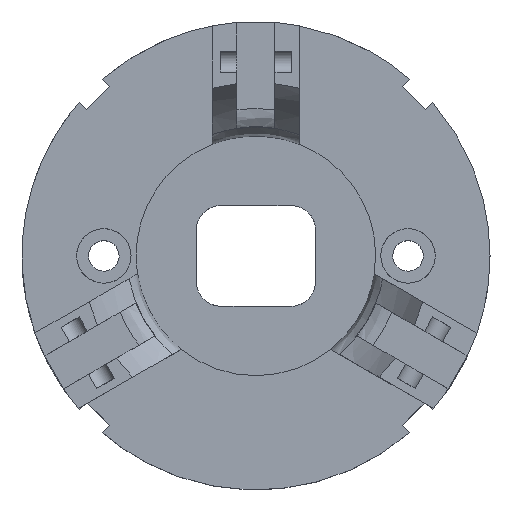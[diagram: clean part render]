
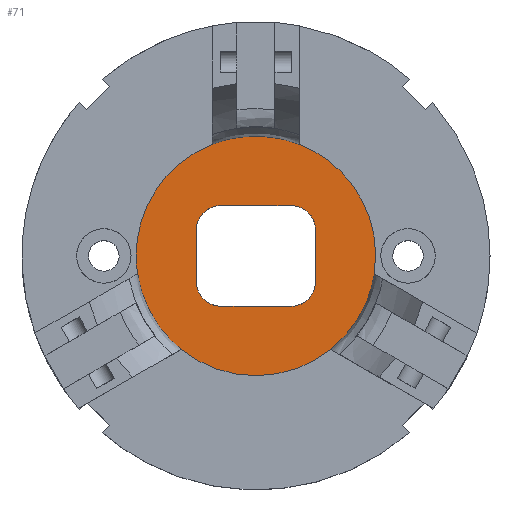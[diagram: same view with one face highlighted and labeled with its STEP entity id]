
A CAD part, top view. The second image highlights one B-rep face of the part: STEP entity #71.
In plain terms, the highlighted planar face has unit normal (0, 0, 1).
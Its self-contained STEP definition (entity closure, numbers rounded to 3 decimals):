
#31=FACE_BOUND('',#331,.T.);
#71=ADVANCED_FACE('',(#197,#31),#2043,.T.);
#197=FACE_OUTER_BOUND('',#330,.T.);
#330=EDGE_LOOP('',(#628,#629,#630,#631,#632,#633));
#331=EDGE_LOOP('',(#634));
#628=ORIENTED_EDGE('',*,*,#1199,.T.);
#629=ORIENTED_EDGE('',*,*,#1198,.T.);
#630=ORIENTED_EDGE('',*,*,#1197,.T.);
#631=ORIENTED_EDGE('',*,*,#1203,.T.);
#632=ORIENTED_EDGE('',*,*,#1201,.T.);
#633=ORIENTED_EDGE('',*,*,#1200,.T.);
#634=ORIENTED_EDGE('',*,*,#1202,.F.);
#1197=EDGE_CURVE('',#1824,#1827,#1666,.T.);
#1198=EDGE_CURVE('',#1828,#1824,#1667,.T.);
#1199=EDGE_CURVE('',#1829,#1828,#1668,.T.);
#1200=EDGE_CURVE('',#1825,#1829,#1669,.T.);
#1201=EDGE_CURVE('',#1826,#1825,#1670,.T.);
#1202=EDGE_CURVE('',#1830,#1830,#1671,.T.);
#1203=EDGE_CURVE('',#1827,#1826,#1672,.T.);
#1666=(
BOUNDED_CURVE()
B_SPLINE_CURVE(2,(#3222,#3223,#3224),.UNSPECIFIED.,.F.,.F.)
B_SPLINE_CURVE_WITH_KNOTS((3,3),(59.322,67.317),
 .UNSPECIFIED.)
CURVE()
GEOMETRIC_REPRESENTATION_ITEM()
RATIONAL_B_SPLINE_CURVE((1.,0.932,1.))
REPRESENTATION_ITEM('')
);
#1667=(
BOUNDED_CURVE()
B_SPLINE_CURVE(2,(#3225,#3226,#3227,#3228,#3229),.UNSPECIFIED.,.F.,.F.)
B_SPLINE_CURVE_WITH_KNOTS((3,2,3),(44.348,51.836,59.322),
 .UNSPECIFIED.)
CURVE()
GEOMETRIC_REPRESENTATION_ITEM()
RATIONAL_B_SPLINE_CURVE((1.,0.944,1.,0.944,1.))
REPRESENTATION_ITEM('')
);
#1668=(
BOUNDED_CURVE()
B_SPLINE_CURVE(2,(#3230,#3231,#3232),.UNSPECIFIED.,.F.,.F.)
B_SPLINE_CURVE_WITH_KNOTS((3,3),(36.354,44.348),
 .UNSPECIFIED.)
CURVE()
GEOMETRIC_REPRESENTATION_ITEM()
RATIONAL_B_SPLINE_CURVE((1.,0.932,1.))
REPRESENTATION_ITEM('')
);
#1669=(
BOUNDED_CURVE()
B_SPLINE_CURVE(2,(#3233,#3234,#3235,#3236,#3237),.UNSPECIFIED.,.F.,.F.)
B_SPLINE_CURVE_WITH_KNOTS((3,2,3),(21.545,34.558,36.354),
 .UNSPECIFIED.)
CURVE()
GEOMETRIC_REPRESENTATION_ITEM()
RATIONAL_B_SPLINE_CURVE((1.,0.826,1.,0.997,1.))
REPRESENTATION_ITEM('')
);
#1670=(
BOUNDED_CURVE()
B_SPLINE_CURVE(2,(#3238,#3239,#3240,#3241,#3242),.UNSPECIFIED.,.F.,.F.)
B_SPLINE_CURVE_WITH_KNOTS((3,2,3),(13.01,17.279,21.545),
 .UNSPECIFIED.)
CURVE()
GEOMETRIC_REPRESENTATION_ITEM()
RATIONAL_B_SPLINE_CURVE((1.,0.983,1.,0.983,1.))
REPRESENTATION_ITEM('')
);
#1671=(
BOUNDED_CURVE()
B_SPLINE_CURVE(2,(#3243,#3244,#3245,#3246,#3247,#3248,#3249,#3250,#3251,
#3252,#3253,#3254,#3255,#3256,#3257,#3258,#3259,#3260,#3261,#3262,#3263,
#3264,#3265,#3266,#3267,#3268,#3269,#3270,#3271,#3272,#3273,#3274,#3275,
#3276,#3277,#3278,#3279,#3280,#3281,#3282,#3283),.UNSPECIFIED.,.T.,.F.)
B_SPLINE_CURVE_WITH_KNOTS((3,2,2,2,2,2,2,2,2,2,2,2,2,2,2,2,2,2,2,2,3),(-35.151,
-35.044,-28.799,-28.695,-28.328,
-27.124,-26.207,-25.823,-23.675,
-22.374,-20.804,-20.7,-14.455,
-14.348,-12.777,-11.455,-9.348,
-8.947,-8.027,-6.821,-6.456),
 .UNSPECIFIED.)
CURVE()
GEOMETRIC_REPRESENTATION_ITEM()
RATIONAL_B_SPLINE_CURVE((1.,1.,1.,1.,1.,1.,1.,0.932,0.895,
0.776,1.,1.,1.,
1.,1.,1.,1.,
1.,1.,0.707,1.,
1.,1.,1.,1.,
1.,1.,0.707,1.,
1.,1.,1.,1.,
1.,1.,1.,1.,
0.775,0.895,0.932,1.))
REPRESENTATION_ITEM('')
);
#1672=(
BOUNDED_CURVE()
B_SPLINE_CURVE(2,(#3284,#3285,#3286,#3287,#3288),.UNSPECIFIED.,.F.,.F.)
B_SPLINE_CURVE_WITH_KNOTS((3,2,3),(67.317,69.115,82.125),
 .UNSPECIFIED.)
CURVE()
GEOMETRIC_REPRESENTATION_ITEM()
RATIONAL_B_SPLINE_CURVE((1.,0.997,1.,0.826,1.))
REPRESENTATION_ITEM('')
);
#1824=VERTEX_POINT('',#2717);
#1825=VERTEX_POINT('',#2718);
#1826=VERTEX_POINT('',#2719);
#1827=VERTEX_POINT('',#2720);
#1828=VERTEX_POINT('',#2721);
#1829=VERTEX_POINT('',#2722);
#1830=VERTEX_POINT('',#2723);
#2043=PLANE('',#2188);
#2188=AXIS2_PLACEMENT_3D('',#2438,#2296,$);
#2296=DIRECTION('',(0.,0.,1.));
#2438=CARTESIAN_POINT('',(-11.22,-11.22,8.6));
#2717=CARTESIAN_POINT('',(6.873,-8.588,8.6));
#2718=CARTESIAN_POINT('',(-3.999,10.247,8.6));
#2719=CARTESIAN_POINT('',(4.001,10.247,8.6));
#2720=CARTESIAN_POINT('',(10.874,-1.66,8.6));
#2721=CARTESIAN_POINT('',(-6.875,-8.587,8.6));
#2722=CARTESIAN_POINT('',(-10.874,-1.658,8.6));
#2723=CARTESIAN_POINT('',(3.23,4.625,8.6));
#3222=CARTESIAN_POINT('',(6.873,-8.588,8.6));
#3223=CARTESIAN_POINT('',(10.226,-5.905,8.6));
#3224=CARTESIAN_POINT('',(10.874,-1.66,8.6));
#3225=CARTESIAN_POINT('',(-6.875,-8.587,8.6));
#3226=CARTESIAN_POINT('',(-3.861,-11.,8.6));
#3227=CARTESIAN_POINT('',(0.,-11.,8.6));
#3228=CARTESIAN_POINT('',(3.86,-11.,8.6));
#3229=CARTESIAN_POINT('',(6.873,-8.588,8.6));
#3230=CARTESIAN_POINT('',(-10.874,-1.658,8.6));
#3231=CARTESIAN_POINT('',(-10.227,-5.903,8.6));
#3232=CARTESIAN_POINT('',(-6.875,-8.587,8.6));
#3233=CARTESIAN_POINT('',(-3.999,10.247,8.6));
#3234=CARTESIAN_POINT('',(-11.,7.515,8.6));
#3235=CARTESIAN_POINT('',(-11.,0.,8.6));
#3236=CARTESIAN_POINT('',(-11.,-0.834,8.6));
#3237=CARTESIAN_POINT('',(-10.874,-1.658,8.6));
#3238=CARTESIAN_POINT('',(4.001,10.247,8.6));
#3239=CARTESIAN_POINT('',(2.071,11.,8.6));
#3240=CARTESIAN_POINT('',(0.,11.,8.6));
#3241=CARTESIAN_POINT('',(-2.07,11.,8.6));
#3242=CARTESIAN_POINT('',(-3.999,10.247,8.6));
#3243=CARTESIAN_POINT('',(3.23,4.625,8.6));
#3244=CARTESIAN_POINT('',(3.176,4.625,8.6));
#3245=CARTESIAN_POINT('',(3.122,4.625,8.6));
#3246=CARTESIAN_POINT('',(0.,4.625,8.6));
#3247=CARTESIAN_POINT('',(-3.122,4.625,8.6));
#3248=CARTESIAN_POINT('',(-3.174,4.625,8.6));
#3249=CARTESIAN_POINT('',(-3.226,4.625,8.6));
#3250=CARTESIAN_POINT('',(-3.625,4.625,8.6));
#3251=CARTESIAN_POINT('',(-4.,4.488,8.6));
#3252=CARTESIAN_POINT('',(-5.476,3.947,8.6));
#3253=CARTESIAN_POINT('',(-5.476,2.375,8.6));
#3254=CARTESIAN_POINT('',(-5.476,1.916,8.6));
#3255=CARTESIAN_POINT('',(-5.476,1.458,8.6));
#3256=CARTESIAN_POINT('',(-5.476,1.266,8.6));
#3257=CARTESIAN_POINT('',(-5.476,1.074,8.6));
#3258=CARTESIAN_POINT('',(-5.476,0.,8.6));
#3259=CARTESIAN_POINT('',(-5.476,-1.074,8.6));
#3260=CARTESIAN_POINT('',(-5.476,-1.724,8.6));
#3261=CARTESIAN_POINT('',(-5.476,-2.375,8.6));
#3262=CARTESIAN_POINT('',(-5.476,-4.625,8.6));
#3263=CARTESIAN_POINT('',(-3.226,-4.625,8.6));
#3264=CARTESIAN_POINT('',(-3.174,-4.625,8.6));
#3265=CARTESIAN_POINT('',(-3.122,-4.625,8.6));
#3266=CARTESIAN_POINT('',(0.,-4.625,8.6));
#3267=CARTESIAN_POINT('',(3.122,-4.625,8.6));
#3268=CARTESIAN_POINT('',(3.176,-4.625,8.6));
#3269=CARTESIAN_POINT('',(3.23,-4.625,8.6));
#3270=CARTESIAN_POINT('',(5.48,-4.625,8.6));
#3271=CARTESIAN_POINT('',(5.48,-2.375,8.6));
#3272=CARTESIAN_POINT('',(5.48,-1.714,8.6));
#3273=CARTESIAN_POINT('',(5.48,-1.053,8.6));
#3274=CARTESIAN_POINT('',(5.48,0.,8.6));
#3275=CARTESIAN_POINT('',(5.48,1.053,8.6));
#3276=CARTESIAN_POINT('',(5.48,1.254,8.6));
#3277=CARTESIAN_POINT('',(5.48,1.454,8.6));
#3278=CARTESIAN_POINT('',(5.48,1.915,8.6));
#3279=CARTESIAN_POINT('',(5.48,2.375,8.6));
#3280=CARTESIAN_POINT('',(5.48,3.95,8.6));
#3281=CARTESIAN_POINT('',(4.,4.489,8.6));
#3282=CARTESIAN_POINT('',(3.627,4.625,8.6));
#3283=CARTESIAN_POINT('',(3.23,4.625,8.6));
#3284=CARTESIAN_POINT('',(10.874,-1.66,8.6));
#3285=CARTESIAN_POINT('',(11.,-0.835,8.6));
#3286=CARTESIAN_POINT('',(11.,0.,8.6));
#3287=CARTESIAN_POINT('',(11.,7.514,8.6));
#3288=CARTESIAN_POINT('',(4.001,10.247,8.6));
